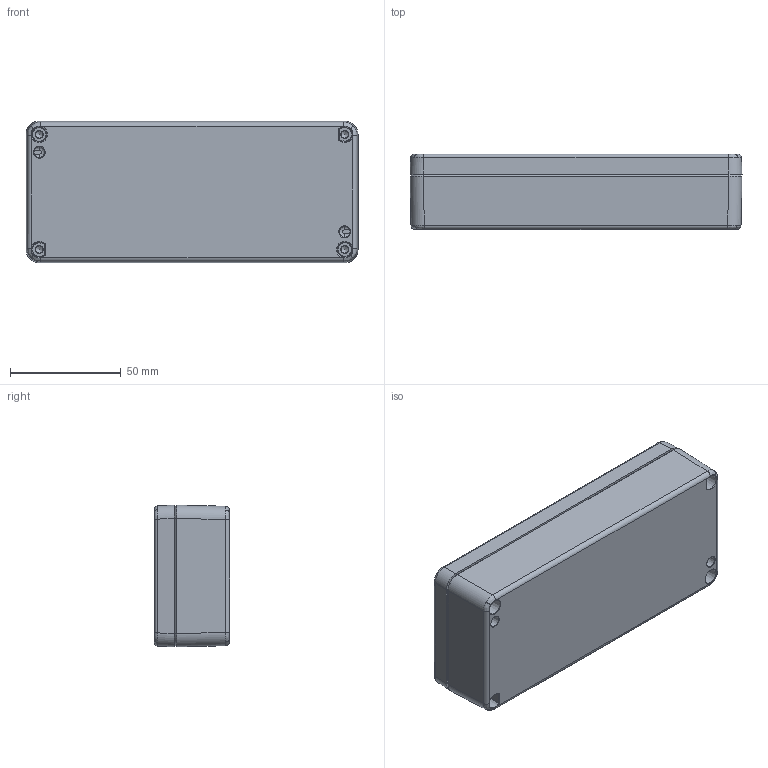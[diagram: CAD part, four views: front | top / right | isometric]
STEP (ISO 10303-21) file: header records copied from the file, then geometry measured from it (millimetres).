
FILE_DESCRIPTION(/* description */ (''),/* implementation_level */ '2;1');
FILE_NAME(/* name */ '09150603000-RST.stp',/* time_stamp */ '2021-09-02T15:16:11+02:00',/* author */ ('sl'),/* organization */ (''),/* preprocessor_version */ 'ST-DEVELOPER v16.5',/* originating_system */ 'Autodesk Inventor 2017',/* authorisation */ '');
FILE_SCHEMA (('AUTOMOTIVE_DESIGN { 1 0 10303 214 3 1 1 }'));
Products named in the file (8): Alu-Gehäuse-04-BG-0001-09_150603_000; Schraube-M4x20-7; UT-Alu-Gehäuse-04-BG-0002-09_150603_000; UT-Alu-Gehäuse-04-BT-0002-09_150603_000; Erdung-Edelstahl-Gehäuse-01-BT-0002-20101006000; Deckel-Alu-Gehäuse-04-BG-0003-09_150603_000; Deckel-Alu-Gehäuse-04-BT-0001-09_150603_000; Dichtlippel-Alu-Gehäuse-04-BT-0003-09_150603_000
Assembly tree (11 placements, depth 3):
  Alu-Gehäuse-04-BG-0001-09_150603_000
    Schraube-M4x20-7  x4
    UT-Alu-Gehäuse-04-BG-0002-09_150603_000
      UT-Alu-Gehäuse-04-BT-0002-09_150603_000
      Erdung-Edelstahl-Gehäuse-01-BT-0002-20101006000  x2
    Deckel-Alu-Gehäuse-04-BG-0003-09_150603_000
      Deckel-Alu-Gehäuse-04-BT-0001-09_150603_000
      Dichtlippel-Alu-Gehäuse-04-BT-0003-09_150603_000
Bounding box: 150 x 34 x 64 mm (x, y, z)
Volume: 100409.1 mm3; surface area: 72068.3 mm2
Topology: 9 solids, 9 shells, 914 faces, 2167 edges, 1291 vertices
Faces by surface type: bspline 318, plane 232, cylinder 229, torus 74, cone 57, sphere 4
Full cylindrical faces by diameter (mm): 3.3 x9, 3.52 x4, 4 x4, 4.5 x2, 4.7 x2, 5 x4, 8 x2
Entity records: 41512 total; most frequent: CARTESIAN_POINT 25054, ORIENTED_EDGE 3498, DIRECTION 3026, EDGE_CURVE 1749, AXIS2_PLACEMENT_3D 1214, VERTEX_POINT 1081, EDGE_LOOP 976, FACE_OUTER_BOUND 816
